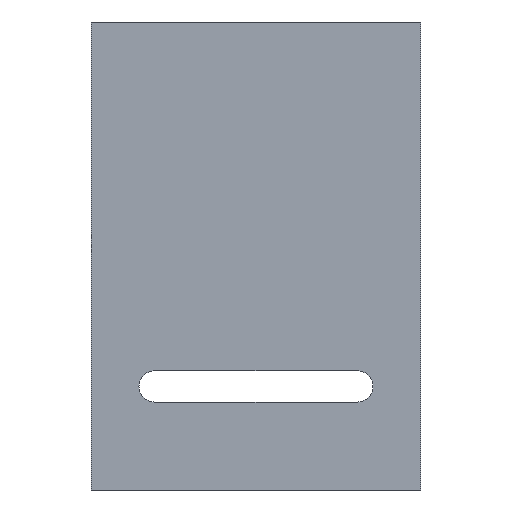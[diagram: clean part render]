
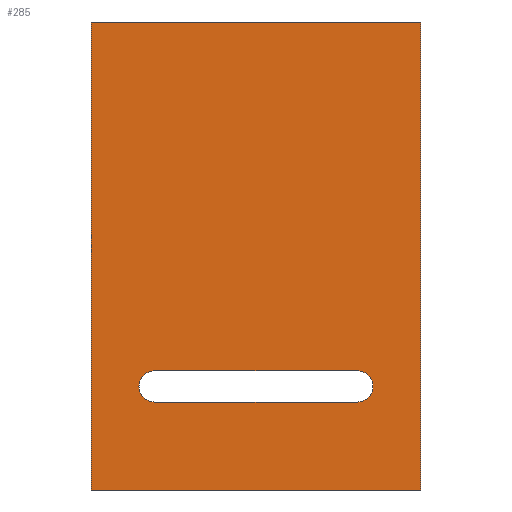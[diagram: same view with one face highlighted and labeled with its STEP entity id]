
A CAD part, front view. The second image highlights one B-rep face of the part: STEP entity #285.
In plain terms, the highlighted planar face has unit normal (0, -1, 0).
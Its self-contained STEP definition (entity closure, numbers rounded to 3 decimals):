
#16=FACE_BOUND('',#55,.T.);
#17=CIRCLE('',#306,0.55);
#19=CIRCLE('',#310,0.55);
#37=FACE_OUTER_BOUND('',#54,.T.);
#54=EDGE_LOOP('',(#244,#245,#246,#247));
#55=EDGE_LOOP('',(#248,#249,#250,#251));
#70=LINE('',#428,#102);
#75=LINE('',#440,#107);
#76=LINE('',#444,#108);
#80=LINE('',#452,#112);
#83=LINE('',#458,#115);
#86=LINE('',#463,#118);
#102=VECTOR('',#353,10.);
#107=VECTOR('',#366,10.);
#108=VECTOR('',#369,10.);
#112=VECTOR('',#375,10.);
#115=VECTOR('',#380,10.);
#118=VECTOR('',#385,10.);
#128=VERTEX_POINT('',#418);
#129=VERTEX_POINT('',#419);
#132=VERTEX_POINT('',#427);
#134=VERTEX_POINT('',#433);
#136=VERTEX_POINT('',#442);
#137=VERTEX_POINT('',#443);
#140=VERTEX_POINT('',#451);
#142=VERTEX_POINT('',#457);
#156=EDGE_CURVE('',#128,#129,#17,.T.);
#160=EDGE_CURVE('',#129,#132,#70,.T.);
#163=EDGE_CURVE('',#132,#134,#19,.T.);
#167=EDGE_CURVE('',#134,#128,#75,.T.);
#168=EDGE_CURVE('',#136,#137,#76,.T.);
#172=EDGE_CURVE('',#140,#136,#80,.T.);
#175=EDGE_CURVE('',#142,#140,#83,.T.);
#178=EDGE_CURVE('',#137,#142,#86,.T.);
#244=ORIENTED_EDGE('',*,*,#178,.F.);
#245=ORIENTED_EDGE('',*,*,#168,.F.);
#246=ORIENTED_EDGE('',*,*,#172,.F.);
#247=ORIENTED_EDGE('',*,*,#175,.F.);
#248=ORIENTED_EDGE('',*,*,#156,.F.);
#249=ORIENTED_EDGE('',*,*,#167,.F.);
#250=ORIENTED_EDGE('',*,*,#163,.F.);
#251=ORIENTED_EDGE('',*,*,#160,.F.);
#264=PLANE('',#318);
#285=ADVANCED_FACE('',(#37,#16),#264,.F.);
#306=AXIS2_PLACEMENT_3D('',#420,#345,#346);
#310=AXIS2_PLACEMENT_3D('',#434,#358,#359);
#318=AXIS2_PLACEMENT_3D('',#466,#389,#390);
#345=DIRECTION('center_axis',(0.,-1.,0.));
#346=DIRECTION('ref_axis',(0.707,0.,-0.707));
#353=DIRECTION('',(-1.,0.,0.));
#358=DIRECTION('center_axis',(0.,-1.,0.));
#359=DIRECTION('ref_axis',(-0.707,0.,0.707));
#366=DIRECTION('',(1.,0.,0.));
#369=DIRECTION('',(-1.,0.,0.));
#375=DIRECTION('',(0.,0.,-1.));
#380=DIRECTION('',(1.,0.,0.));
#385=DIRECTION('',(0.,0.,1.));
#389=DIRECTION('center_axis',(0.,1.,0.));
#390=DIRECTION('ref_axis',(1.,0.,0.));
#418=CARTESIAN_POINT('',(9.375,0.,-13.4));
#419=CARTESIAN_POINT('',(9.375,0.,-12.3));
#420=CARTESIAN_POINT('Origin',(9.375,0.,-12.85));
#427=CARTESIAN_POINT('',(2.225,0.,-12.3));
#428=CARTESIAN_POINT('',(1.675,0.,-12.3));
#433=CARTESIAN_POINT('',(2.225,0.,-13.4));
#434=CARTESIAN_POINT('Origin',(2.225,0.,-12.85));
#440=CARTESIAN_POINT('',(9.925,0.,-13.4));
#442=CARTESIAN_POINT('',(11.6,0.,-16.5));
#443=CARTESIAN_POINT('',(0.,0.,-16.5));
#444=CARTESIAN_POINT('',(11.6,0.,-16.5));
#451=CARTESIAN_POINT('',(11.6,0.,0.));
#452=CARTESIAN_POINT('',(11.6,0.,0.));
#457=CARTESIAN_POINT('',(0.,0.,0.));
#458=CARTESIAN_POINT('',(0.,0.,0.));
#463=CARTESIAN_POINT('',(0.,0.,-16.5));
#466=CARTESIAN_POINT('Origin',(5.8,0.,-8.25));
